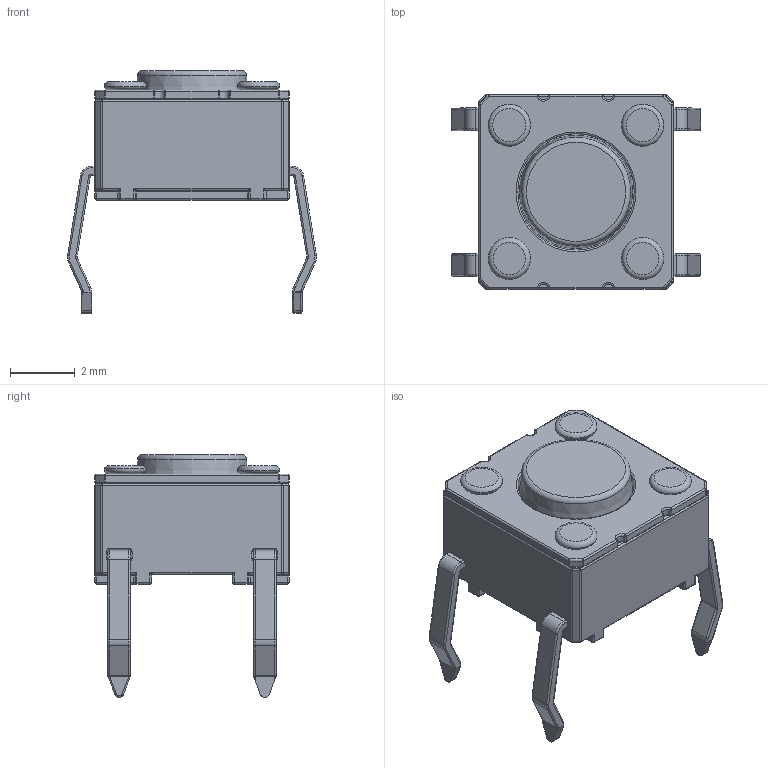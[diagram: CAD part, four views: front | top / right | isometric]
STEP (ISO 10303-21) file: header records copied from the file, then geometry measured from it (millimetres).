
FILE_DESCRIPTION(/* description */ (''),/* implementation_level */ '2;1');
FILE_NAME(/* name */ 'Push Tactile Button SPST-NO 6x6mm L=5mm Omron B3F-1020.stp',/* time_stamp */ '2020-03-22T18:15:47+01:00',/* author */ ('diwou'),/* organization */ (''),/* preprocessor_version */ 'ST-DEVELOPER v18',/* originating_system */ 'Autodesk Inventor 2020',/* authorisation */ '');
FILE_SCHEMA (('AUTOMOTIVE_DESIGN { 1 0 10303 214 3 1 1 }'));
Length unit declared in the file: millimetre
Products named in the file (1): Push Tactile Button SPST-NO 6x6mm L=5mm Omron B3F-1020
Bounding box: 7.7 x 6 x 7.5 mm (x, y, z)
Volume: 125.4 mm3; surface area: 233.1 mm2
Topology: 1 solids, 1 shells, 589 faces, 1314 edges, 721 vertices
Faces by surface type: cylinder 261, plane 118, torus 100, sphere 83, bspline 26, cone 1
Full cylindrical faces by diameter (mm): 0.95 x4, 1 x4, 3.6 x1
Entity records: 17118 total; most frequent: DIRECTION 3172, CARTESIAN_POINT 3105, ORIENTED_EDGE 2600, AXIS2_PLACEMENT_3D 1308, EDGE_CURVE 1300, VERTEX_POINT 721, CIRCLE 686, EDGE_LOOP 613
